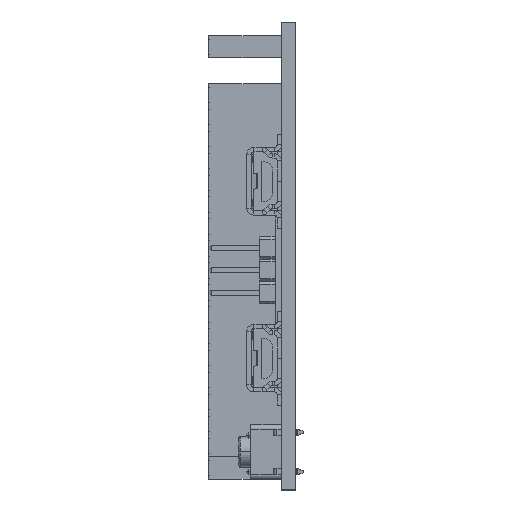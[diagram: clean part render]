
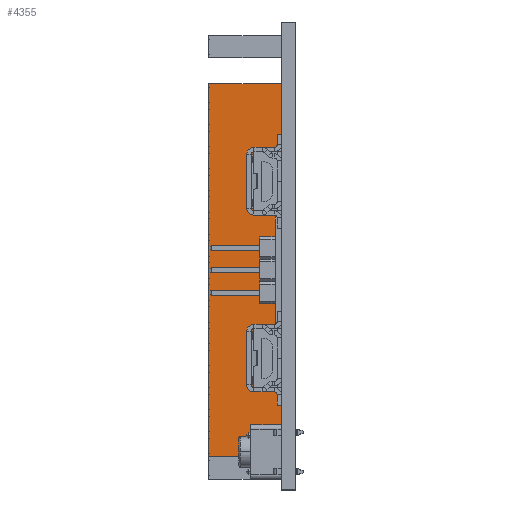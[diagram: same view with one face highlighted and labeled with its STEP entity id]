
A CAD part, left-side view. The second image highlights one B-rep face of the part: STEP entity #4355.
In plain terms, the highlighted face is planar.
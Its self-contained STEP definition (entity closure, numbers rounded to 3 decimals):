
#1905 = PLANE ( 'NONE',  #14169 ) ;
#4007 = DIRECTION ( 'NONE',  ( 0., -1., 0. ) ) ;
#4355 = ADVANCED_FACE ( 'NONE', ( #29300 ), #1905, .F. ) ;
#5054 = VERTEX_POINT ( 'NONE', #8509 ) ;
#5832 = ORIENTED_EDGE ( 'NONE', *, *, #32310, .T. ) ;
#6133 = EDGE_CURVE ( 'NONE', #25144, #5054, #31997, .T. ) ;
#6386 = VECTOR ( 'NONE', #12500, 1000. ) ;
#7187 = LINE ( 'NONE', #9955, #6386 ) ;
#8509 = CARTESIAN_POINT ( 'NONE',  ( 43.77, 0., -3.81 ) ) ;
#9141 = ORIENTED_EDGE ( 'NONE', *, *, #20569, .F. ) ;
#9955 = CARTESIAN_POINT ( 'NONE',  ( 1.27, 8.3, -3.81 ) ) ;
#11306 = LINE ( 'NONE', #14604, #24701 ) ;
#12171 = DIRECTION ( 'NONE',  ( 1., 0., 0. ) ) ;
#12500 = DIRECTION ( 'NONE',  ( -1., 0., 0. ) ) ;
#12607 = CARTESIAN_POINT ( 'NONE',  ( -1.27, 0., -3.81 ) ) ;
#13568 = EDGE_LOOP ( 'NONE', ( #5832, #9141, #22379, #14274 ) ) ;
#13997 = CARTESIAN_POINT ( 'NONE',  ( -1.27, 8.3, -3.81 ) ) ;
#14169 = AXIS2_PLACEMENT_3D ( 'NONE', #22165, #27284, #12171 ) ;
#14274 = ORIENTED_EDGE ( 'NONE', *, *, #6133, .T. ) ;
#14604 = CARTESIAN_POINT ( 'NONE',  ( -1.27, 8.3, -3.81 ) ) ;
#14999 = VERTEX_POINT ( 'NONE', #12607 ) ;
#17976 = VECTOR ( 'NONE', #21480, 1000. ) ;
#18497 = VECTOR ( 'NONE', #4007, 1000. ) ;
#19882 = VERTEX_POINT ( 'NONE', #13997 ) ;
#20569 = EDGE_CURVE ( 'NONE', #19882, #14999, #11306, .T. ) ;
#21480 = DIRECTION ( 'NONE',  ( -1., 0., 0. ) ) ;
#22165 = CARTESIAN_POINT ( 'NONE',  ( 1.27, 8.3, -3.81 ) ) ;
#22379 = ORIENTED_EDGE ( 'NONE', *, *, #28685, .F. ) ;
#24129 = CARTESIAN_POINT ( 'NONE',  ( 1.27, 0., -3.81 ) ) ;
#24696 = LINE ( 'NONE', #24129, #17976 ) ;
#24701 = VECTOR ( 'NONE', #32311, 1000. ) ;
#25144 = VERTEX_POINT ( 'NONE', #28668 ) ;
#27284 = DIRECTION ( 'NONE',  ( 0., 0., 1. ) ) ;
#28668 = CARTESIAN_POINT ( 'NONE',  ( 43.77, 8.3, -3.81 ) ) ;
#28685 = EDGE_CURVE ( 'NONE', #25144, #19882, #7187, .T. ) ;
#29300 = FACE_OUTER_BOUND ( 'NONE', #13568, .T. ) ;
#31827 = CARTESIAN_POINT ( 'NONE',  ( 43.77, 8.3, -3.81 ) ) ;
#31997 = LINE ( 'NONE', #31827, #18497 ) ;
#32310 = EDGE_CURVE ( 'NONE', #5054, #14999, #24696, .T. ) ;
#32311 = DIRECTION ( 'NONE',  ( 0., -1., 0. ) ) ;
